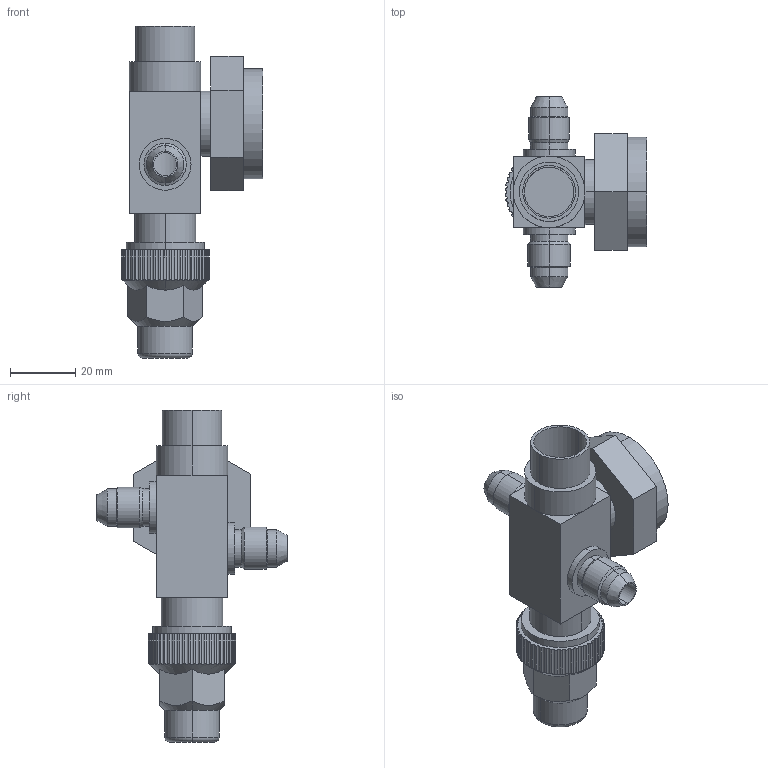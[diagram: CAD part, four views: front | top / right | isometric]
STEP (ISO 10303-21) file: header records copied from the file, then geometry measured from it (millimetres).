
FILE_DESCRIPTION((''),'2;1');
FILE_NAME('6804502V09','2023-04-04T10:42:34',('U375483'),('DANFOSS COMMERCIAL COMPRESSOR'),'CREO PARAMETRIC BY PTC INC, 2022124','CREO PARAMETRIC BY PTC INC, 2022124','');
FILE_SCHEMA(('CONFIG_CONTROL_DESIGN'));
Length unit declared in the file: millimetre
Products named in the file (1): 6804502V09
Bounding box: 43.49 x 58.4 x 102 mm (x, y, z)
Volume: 37809.8 mm3; surface area: 19080.9 mm2
Topology: 1 solids, 1 shells, 197 faces, 561 edges, 380 vertices
Faces by surface type: cylinder 142, plane 37, cone 16, torus 2
Entity records: 7220 total; most frequent: CARTESIAN_POINT 1855, DIRECTION 1181, ORIENTED_EDGE 1122, EDGE_CURVE 561, AXIS2_PLACEMENT_3D 491, VERTEX_POINT 380, CIRCLE 294, EDGE_LOOP 215
